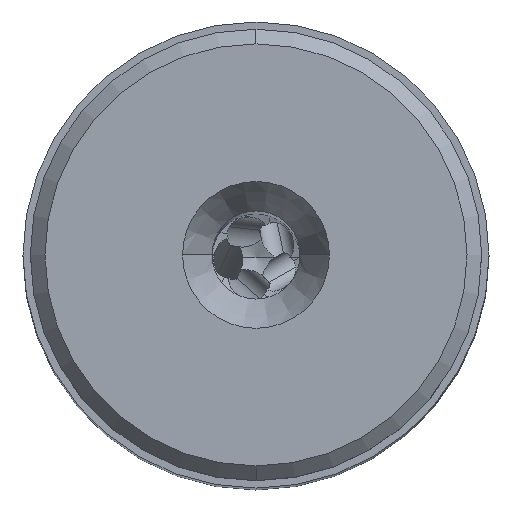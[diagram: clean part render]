
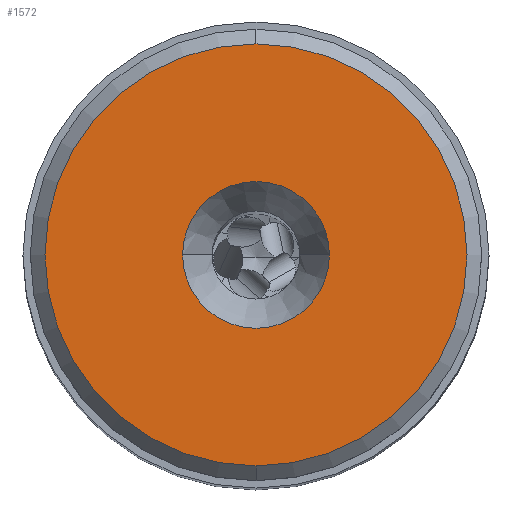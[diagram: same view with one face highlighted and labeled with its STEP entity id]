
A CAD part, top view. The second image highlights one B-rep face of the part: STEP entity #1572.
In plain terms, the highlighted planar face has unit normal (0, 0, 1).
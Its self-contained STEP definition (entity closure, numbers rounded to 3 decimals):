
#1572=ADVANCED_FACE('',(#1989,#1990),#1916,.T.);
#1916=PLANE('',#10106);
#1989=FACE_BOUND('',#2211,.T.);
#1990=FACE_BOUND('',#2212,.T.);
#2211=EDGE_LOOP('',(#4448,#4449,#4450,#4451));
#2212=EDGE_LOOP('',(#4452,#4453));
#2767=CIRCLE('',#10099,14.375);
#2768=CIRCLE('',#10100,14.375);
#2769=CIRCLE('',#10102,14.375);
#2770=CIRCLE('',#10103,14.375);
#2771=CIRCLE('',#10104,5.);
#2772=CIRCLE('',#10105,5.);
#4448=ORIENTED_EDGE('',*,*,#7799,.F.);
#4449=ORIENTED_EDGE('',*,*,#7800,.F.);
#4450=ORIENTED_EDGE('',*,*,#7798,.F.);
#4451=ORIENTED_EDGE('',*,*,#7797,.F.);
#4452=ORIENTED_EDGE('',*,*,#7801,.F.);
#4453=ORIENTED_EDGE('',*,*,#7802,.F.);
#6579=VERTEX_POINT('',#18508);
#6580=VERTEX_POINT('',#18510);
#6581=VERTEX_POINT('',#18512);
#6582=VERTEX_POINT('',#18516);
#6583=VERTEX_POINT('',#18519);
#6584=VERTEX_POINT('',#18520);
#7797=EDGE_CURVE('',#6580,#6581,#2767,.T.);
#7798=EDGE_CURVE('',#6581,#6579,#2768,.T.);
#7799=EDGE_CURVE('',#6582,#6580,#2769,.T.);
#7800=EDGE_CURVE('',#6579,#6582,#2770,.T.);
#7801=EDGE_CURVE('',#6583,#6584,#2771,.T.);
#7802=EDGE_CURVE('',#6584,#6583,#2772,.T.);
#10099=AXIS2_PLACEMENT_3D('',#18511,#11885,#11886);
#10100=AXIS2_PLACEMENT_3D('',#18513,#11887,#11888);
#10102=AXIS2_PLACEMENT_3D('',#18515,#11891,#11892);
#10103=AXIS2_PLACEMENT_3D('',#18517,#11893,#11894);
#10104=AXIS2_PLACEMENT_3D('',#18518,#11895,#11896);
#10105=AXIS2_PLACEMENT_3D('',#18521,#11897,#11898);
#10106=AXIS2_PLACEMENT_3D('',#18522,#11899,#11900);
#11885=DIRECTION('',(0.,0.,-1.));
#11886=DIRECTION('',(0.,1.,0.));
#11887=DIRECTION('',(0.,0.,-1.));
#11888=DIRECTION('',(1.,0.,0.));
#11891=DIRECTION('',(0.,0.,-1.));
#11892=DIRECTION('',(-1.,0.,0.));
#11893=DIRECTION('',(0.,0.,-1.));
#11894=DIRECTION('',(0.,-1.,0.));
#11895=DIRECTION('',(0.,0.,1.));
#11896=DIRECTION('',(-1.,0.,0.));
#11897=DIRECTION('',(0.,0.,1.));
#11898=DIRECTION('',(1.,0.,0.));
#11899=DIRECTION('',(0.,0.,1.));
#11900=DIRECTION('',(1.,0.,0.));
#18508=CARTESIAN_POINT('',(0.,-14.375,0.));
#18510=CARTESIAN_POINT('',(0.,14.375,0.));
#18511=CARTESIAN_POINT('',(0.,0.,0.));
#18512=CARTESIAN_POINT('',(14.375,0.,0.));
#18513=CARTESIAN_POINT('',(0.,0.,0.));
#18515=CARTESIAN_POINT('',(0.,0.,0.));
#18516=CARTESIAN_POINT('',(-14.375,0.,0.));
#18517=CARTESIAN_POINT('',(0.,0.,0.));
#18518=CARTESIAN_POINT('',(0.,0.,0.));
#18519=CARTESIAN_POINT('',(-5.,0.,0.));
#18520=CARTESIAN_POINT('',(5.,0.,0.));
#18521=CARTESIAN_POINT('',(0.,0.,0.));
#18522=CARTESIAN_POINT('',(-0.001,0.,0.));
